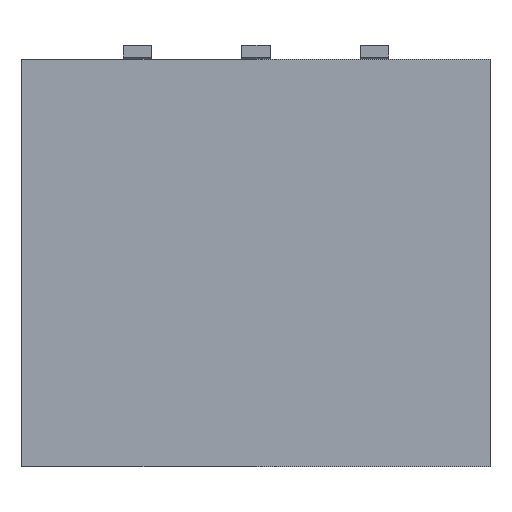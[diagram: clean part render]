
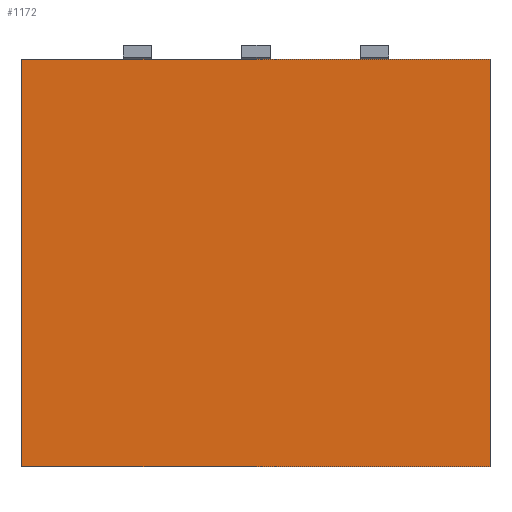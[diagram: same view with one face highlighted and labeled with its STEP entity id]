
A CAD part, left-side view. The second image highlights one B-rep face of the part: STEP entity #1172.
In plain terms, the highlighted planar face has unit normal (-1, 0, 0).
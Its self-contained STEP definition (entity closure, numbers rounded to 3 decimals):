
#84 = DIRECTION ( 'NONE',  ( 0., 1., 0. ) ) ;
#125 = DIRECTION ( 'NONE',  ( 0., 1., 0. ) ) ;
#147 = DIRECTION ( 'NONE',  ( 0., 0., -1. ) ) ;
#155 = CARTESIAN_POINT ( 'NONE',  ( -7.55, -2.16, 1.35 ) ) ;
#196 = LINE ( 'NONE', #155, #1581 ) ;
#211 = FACE_OUTER_BOUND ( 'NONE', #341, .T. ) ;
#287 = VECTOR ( 'NONE', #84, 1000. ) ;
#341 = EDGE_LOOP ( 'NONE', ( #890, #1538, #1975, #1065 ) ) ;
#364 = EDGE_CURVE ( 'NONE', #2123, #1121, #1479, .T. ) ;
#369 = DIRECTION ( 'NONE',  ( 0., 0., -1. ) ) ;
#399 = VERTEX_POINT ( 'NONE', #1025 ) ;
#416 = CARTESIAN_POINT ( 'NONE',  ( -7.55, 7.84, -7.35 ) ) ;
#434 = CARTESIAN_POINT ( 'NONE',  ( -7.55, -2.16, 1.35 ) ) ;
#480 = CARTESIAN_POINT ( 'NONE',  ( -7.55, 7.84, 1.35 ) ) ;
#520 = EDGE_CURVE ( 'NONE', #656, #1121, #1694, .T. ) ;
#597 = DIRECTION ( 'NONE',  ( 0., 0., -1. ) ) ;
#620 = EDGE_CURVE ( 'NONE', #399, #2123, #773, .T. ) ;
#656 = VERTEX_POINT ( 'NONE', #1140 ) ;
#773 = LINE ( 'NONE', #434, #860 ) ;
#860 = VECTOR ( 'NONE', #125, 1000. ) ;
#890 = ORIENTED_EDGE ( 'NONE', *, *, #364, .T. ) ;
#930 = VECTOR ( 'NONE', #147, 1000. ) ;
#1025 = CARTESIAN_POINT ( 'NONE',  ( -7.55, -2.16, 1.35 ) ) ;
#1065 = ORIENTED_EDGE ( 'NONE', *, *, #620, .T. ) ;
#1121 = VERTEX_POINT ( 'NONE', #416 ) ;
#1140 = CARTESIAN_POINT ( 'NONE',  ( -7.55, -2.16, -7.35 ) ) ;
#1172 = ADVANCED_FACE ( 'NONE', ( #211 ), #1295, .F. ) ;
#1224 = CARTESIAN_POINT ( 'NONE',  ( -7.55, 7.84, 1.35 ) ) ;
#1295 = PLANE ( 'NONE',  #1931 ) ;
#1441 = CARTESIAN_POINT ( 'NONE',  ( -7.55, -2.16, -7.35 ) ) ;
#1477 = CARTESIAN_POINT ( 'NONE',  ( -7.55, -2.16, 1.35 ) ) ;
#1479 = LINE ( 'NONE', #480, #930 ) ;
#1538 = ORIENTED_EDGE ( 'NONE', *, *, #520, .F. ) ;
#1581 = VECTOR ( 'NONE', #369, 1000. ) ;
#1639 = DIRECTION ( 'NONE',  ( 1., 0., 0. ) ) ;
#1694 = LINE ( 'NONE', #1441, #287 ) ;
#1931 = AXIS2_PLACEMENT_3D ( 'NONE', #1477, #1639, #597 ) ;
#1975 = ORIENTED_EDGE ( 'NONE', *, *, #2107, .F. ) ;
#2107 = EDGE_CURVE ( 'NONE', #399, #656, #196, .T. ) ;
#2123 = VERTEX_POINT ( 'NONE', #1224 ) ;
